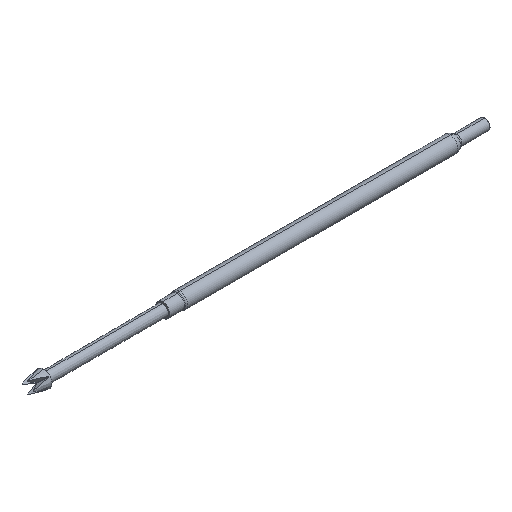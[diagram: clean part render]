
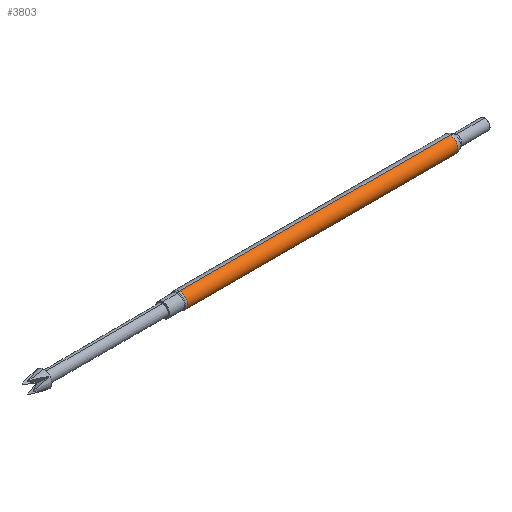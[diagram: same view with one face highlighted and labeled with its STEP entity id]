
A CAD part, isometric view. The second image highlights one B-rep face of the part: STEP entity #3803.
In plain terms, the highlighted cylindrical face has radius 0.683 mm (diameter 1.367 mm), a partial arc.
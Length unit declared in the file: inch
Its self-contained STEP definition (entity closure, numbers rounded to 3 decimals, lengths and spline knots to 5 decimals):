
#241 = LINE ( 'NONE', #3020, #3663 ) ;
#452 = AXIS2_PLACEMENT_3D ( 'NONE', #3376, #3334, #3090 ) ;
#482 = EDGE_CURVE ( 'NONE', #3897, #1737, #2515, .T. ) ;
#507 = LINE ( 'NONE', #887, #1776 ) ;
#746 = CIRCLE ( 'NONE', #1268, 0.0269 ) ;
#847 = EDGE_CURVE ( 'NONE', #3298, #3897, #507, .T. ) ;
#887 = CARTESIAN_POINT ( 'NONE',  ( 0., 0., 0.0269 ) ) ;
#1082 = CARTESIAN_POINT ( 'NONE',  ( 0.98, 0., 0. ) ) ;
#1149 = DIRECTION ( 'NONE',  ( -1., 0., 0. ) ) ;
#1268 = AXIS2_PLACEMENT_3D ( 'NONE', #1082, #2956, #3895 ) ;
#1341 = ORIENTED_EDGE ( 'NONE', *, *, #482, .T. ) ;
#1351 = FACE_OUTER_BOUND ( 'NONE', #3074, .T. ) ;
#1442 = EDGE_CURVE ( 'NONE', #3907, #3298, #746, .T. ) ;
#1737 = VERTEX_POINT ( 'NONE', #3473 ) ;
#1776 = VECTOR ( 'NONE', #1149, 39.37008 ) ;
#1832 = EDGE_CURVE ( 'NONE', #3907, #1737, #241, .T. ) ;
#2314 = CARTESIAN_POINT ( 'NONE',  ( 0.98, 0., 0.0269 ) ) ;
#2355 = ORIENTED_EDGE ( 'NONE', *, *, #1832, .F. ) ;
#2436 = CARTESIAN_POINT ( 'NONE',  ( 0.05807, 0., 0. ) ) ;
#2455 = CARTESIAN_POINT ( 'NONE',  ( 0.98, 0., -0.0269 ) ) ;
#2515 = CIRCLE ( 'NONE', #3328, 0.0269 ) ;
#2521 = CARTESIAN_POINT ( 'NONE',  ( 0.05807, 0., 0.0269 ) ) ;
#2825 = DIRECTION ( 'NONE',  ( 0., 0., -1. ) ) ;
#2956 = DIRECTION ( 'NONE',  ( -1., 0., 0. ) ) ;
#3020 = CARTESIAN_POINT ( 'NONE',  ( 0., 0., -0.0269 ) ) ;
#3074 = EDGE_LOOP ( 'NONE', ( #2355, #3155, #3097, #1341 ) ) ;
#3090 = DIRECTION ( 'NONE',  ( 0., 0., 1. ) ) ;
#3097 = ORIENTED_EDGE ( 'NONE', *, *, #847, .T. ) ;
#3155 = ORIENTED_EDGE ( 'NONE', *, *, #1442, .T. ) ;
#3298 = VERTEX_POINT ( 'NONE', #2314 ) ;
#3328 = AXIS2_PLACEMENT_3D ( 'NONE', #2436, #3422, #2825 ) ;
#3334 = DIRECTION ( 'NONE',  ( -1., 0., 0. ) ) ;
#3376 = CARTESIAN_POINT ( 'NONE',  ( 0., 0., 0. ) ) ;
#3422 = DIRECTION ( 'NONE',  ( 1., 0., 0. ) ) ;
#3473 = CARTESIAN_POINT ( 'NONE',  ( 0.05807, 0., -0.0269 ) ) ;
#3663 = VECTOR ( 'NONE', #3958, 39.37008 ) ;
#3803 = ADVANCED_FACE ( 'NONE', ( #1351 ), #3981, .T. ) ;
#3895 = DIRECTION ( 'NONE',  ( 0., 0., 1. ) ) ;
#3897 = VERTEX_POINT ( 'NONE', #2521 ) ;
#3907 = VERTEX_POINT ( 'NONE', #2455 ) ;
#3958 = DIRECTION ( 'NONE',  ( -1., 0., 0. ) ) ;
#3981 = CYLINDRICAL_SURFACE ( 'NONE', #452, 0.0269 ) ;
